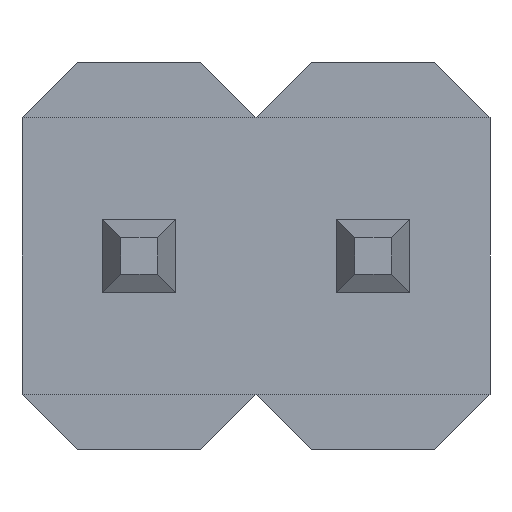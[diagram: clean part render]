
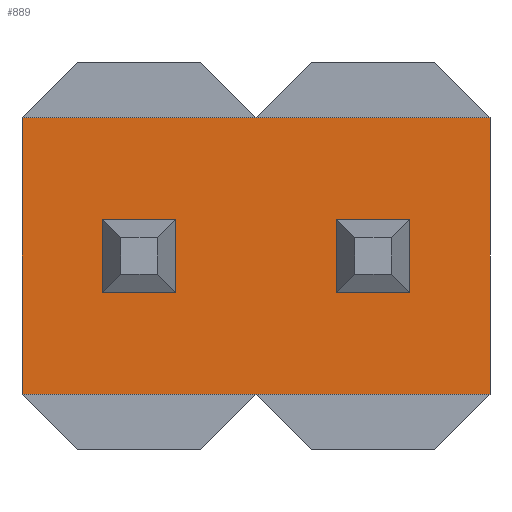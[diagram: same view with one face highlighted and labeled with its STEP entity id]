
A CAD part, front view. The second image highlights one B-rep face of the part: STEP entity #889.
In plain terms, the highlighted planar face has unit normal (0, -1, 0).
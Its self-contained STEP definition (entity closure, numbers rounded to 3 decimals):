
#199=DIRECTION('',(1.,0.,0.));
#200=VECTOR('',#199,0.4);
#201=CARTESIAN_POINT('',(-0.2,-0.45,1.25));
#202=LINE('',#201,#200);
#206=DIRECTION('',(0.,0.,1.));
#207=VECTOR('',#206,0.4);
#208=CARTESIAN_POINT('',(-0.2,-0.45,0.85));
#209=LINE('',#208,#207);
#213=DIRECTION('',(-1.,0.,0.));
#214=VECTOR('',#213,0.4);
#215=CARTESIAN_POINT('',(0.2,-0.45,0.85));
#216=LINE('',#215,#214);
#220=DIRECTION('',(0.,0.,-1.));
#221=VECTOR('',#220,0.4);
#222=CARTESIAN_POINT('',(0.2,-0.45,1.25));
#223=LINE('',#222,#221);
#227=DIRECTION('',(1.,0.,0.));
#228=VECTOR('',#227,0.4);
#229=CARTESIAN_POINT('',(1.07,-0.45,1.25));
#230=LINE('',#229,#228);
#234=DIRECTION('',(0.,0.,1.));
#235=VECTOR('',#234,0.4);
#236=CARTESIAN_POINT('',(1.07,-0.45,0.85));
#237=LINE('',#236,#235);
#241=DIRECTION('',(-1.,0.,0.));
#242=VECTOR('',#241,0.4);
#243=CARTESIAN_POINT('',(1.47,-0.45,0.85));
#244=LINE('',#243,#242);
#248=DIRECTION('',(0.,0.,-1.));
#249=VECTOR('',#248,0.4);
#250=CARTESIAN_POINT('',(1.47,-0.45,1.25));
#251=LINE('',#250,#249);
#255=DIRECTION('',(-1.,0.,0.));
#256=VECTOR('',#255,1.27);
#257=CARTESIAN_POINT('',(1.905,-0.45,0.3));
#258=LINE('',#257,#256);
#262=DIRECTION('',(-1.,0.,0.));
#263=VECTOR('',#262,1.27);
#264=CARTESIAN_POINT('',(0.635,-0.45,0.3));
#265=LINE('',#264,#263);
#367=DIRECTION('',(0.,0.,1.));
#368=VECTOR('',#367,1.5);
#369=CARTESIAN_POINT('',(1.905,-0.45,0.3));
#370=LINE('',#369,#368);
#381=DIRECTION('',(-1.,0.,0.));
#382=VECTOR('',#381,1.27);
#383=CARTESIAN_POINT('',(1.905,-0.45,1.8));
#384=LINE('',#383,#382);
#409=DIRECTION('',(-1.,0.,0.));
#410=VECTOR('',#409,1.27);
#411=CARTESIAN_POINT('',(0.635,-0.45,1.8));
#412=LINE('',#411,#410);
#500=DIRECTION('',(0.,0.,1.));
#501=VECTOR('',#500,1.5);
#502=CARTESIAN_POINT('',(-0.635,-0.45,0.3));
#503=LINE('',#502,#501);
#599=CARTESIAN_POINT('',(-0.2,-0.45,1.25));
#600=CARTESIAN_POINT('',(0.2,-0.45,1.25));
#601=VERTEX_POINT('',#599);
#602=VERTEX_POINT('',#600);
#603=CARTESIAN_POINT('',(0.2,-0.45,0.85));
#604=VERTEX_POINT('',#603);
#605=CARTESIAN_POINT('',(-0.2,-0.45,0.85));
#606=VERTEX_POINT('',#605);
#617=CARTESIAN_POINT('',(-0.635,-0.45,1.8));
#618=VERTEX_POINT('',#617);
#633=CARTESIAN_POINT('',(-0.635,-0.45,0.3));
#634=VERTEX_POINT('',#633);
#640=CARTESIAN_POINT('',(1.07,-0.45,1.25));
#642=VERTEX_POINT('',#640);
#644=CARTESIAN_POINT('',(1.47,-0.45,1.25));
#646=VERTEX_POINT('',#644);
#648=CARTESIAN_POINT('',(1.47,-0.45,0.85));
#650=VERTEX_POINT('',#648);
#652=CARTESIAN_POINT('',(1.07,-0.45,0.85));
#654=VERTEX_POINT('',#652);
#655=CARTESIAN_POINT('',(0.635,-0.45,0.3));
#656=VERTEX_POINT('',#655);
#657=CARTESIAN_POINT('',(0.635,-0.45,1.8));
#658=VERTEX_POINT('',#657);
#663=CARTESIAN_POINT('',(1.905,-0.45,1.8));
#664=VERTEX_POINT('',#663);
#681=CARTESIAN_POINT('',(1.905,-0.45,0.3));
#682=VERTEX_POINT('',#681);
#854=CARTESIAN_POINT('',(0.635,-0.45,0.3));
#855=DIRECTION('',(0.,1.,0.));
#856=DIRECTION('',(0.,0.,1.));
#857=AXIS2_PLACEMENT_3D('',#854,#855,#856);
#858=PLANE('',#857);
#860=ORIENTED_EDGE('',*,*,#859,.T.);
#862=ORIENTED_EDGE('',*,*,#861,.T.);
#864=ORIENTED_EDGE('',*,*,#863,.T.);
#866=ORIENTED_EDGE('',*,*,#865,.F.);
#868=ORIENTED_EDGE('',*,*,#867,.F.);
#870=ORIENTED_EDGE('',*,*,#869,.F.);
#871=EDGE_LOOP('',(#860,#862,#864,#866,#868,#870));
#872=FACE_OUTER_BOUND('',#871,.F.);
#874=ORIENTED_EDGE('',*,*,#873,.F.);
#876=ORIENTED_EDGE('',*,*,#875,.F.);
#878=ORIENTED_EDGE('',*,*,#877,.F.);
#880=ORIENTED_EDGE('',*,*,#879,.F.);
#881=EDGE_LOOP('',(#874,#876,#878,#880));
#882=FACE_BOUND('',#881,.F.);
#883=ORIENTED_EDGE('',*,*,#806,.F.);
#884=ORIENTED_EDGE('',*,*,#821,.F.);
#885=ORIENTED_EDGE('',*,*,#835,.F.);
#886=ORIENTED_EDGE('',*,*,#848,.F.);
#887=EDGE_LOOP('',(#883,#884,#885,#886));
#888=FACE_BOUND('',#887,.F.);
#889=ADVANCED_FACE('',(#872,#882,#888),#858,.F.);
#806=EDGE_CURVE('',#601,#602,#202,.T.);
#821=EDGE_CURVE('',#606,#601,#209,.T.);
#835=EDGE_CURVE('',#604,#606,#216,.T.);
#848=EDGE_CURVE('',#602,#604,#223,.T.);
#859=EDGE_CURVE('',#682,#656,#258,.T.);
#861=EDGE_CURVE('',#656,#634,#265,.T.);
#863=EDGE_CURVE('',#634,#618,#503,.T.);
#865=EDGE_CURVE('',#658,#618,#412,.T.);
#867=EDGE_CURVE('',#664,#658,#384,.T.);
#869=EDGE_CURVE('',#682,#664,#370,.T.);
#873=EDGE_CURVE('',#642,#646,#230,.T.);
#875=EDGE_CURVE('',#654,#642,#237,.T.);
#877=EDGE_CURVE('',#650,#654,#244,.T.);
#879=EDGE_CURVE('',#646,#650,#251,.T.);
